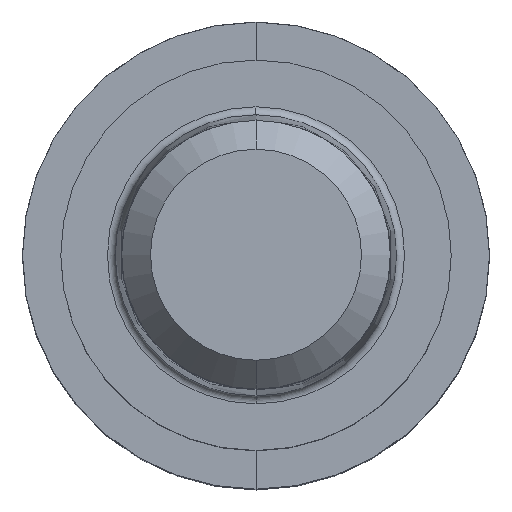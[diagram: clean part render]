
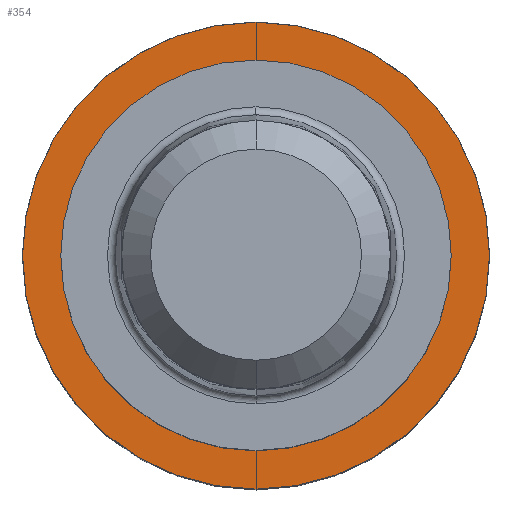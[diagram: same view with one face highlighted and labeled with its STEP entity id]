
A CAD part, top view. The second image highlights one B-rep face of the part: STEP entity #354.
In plain terms, the highlighted planar face has unit normal (0, 0, 1).
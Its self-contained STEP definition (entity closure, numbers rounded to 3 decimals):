
#174=EDGE_CURVE('',#406,#262,#463,.T.);
#262=VERTEX_POINT('',#559);
#286=EDGE_CURVE('',#262,#406,#587,.T.);
#294=EDGE_CURVE('',#386,#434,#597,.T.);
#308=EDGE_CURVE('',#434,#386,#616,.T.);
#354=ADVANCED_FACE('',(#667,#668),#669,.T.);
#386=VERTEX_POINT('',#703);
#406=VERTEX_POINT('',#726);
#434=VERTEX_POINT('',#760);
#463=CIRCLE('',#786,5.85);
#559=CARTESIAN_POINT('',(0.,-5.85,-5.99));
#587=CIRCLE('',#943,5.85);
#597=CIRCLE('',#955,6.995);
#616=CIRCLE('',#977,6.995);
#667=FACE_OUTER_BOUND('',#1042,.T.);
#668=FACE_BOUND('',#1043,.T.);
#669=PLANE('',#1044);
#703=CARTESIAN_POINT('',(0.,-6.995,-5.99));
#726=CARTESIAN_POINT('',(0.0,5.85,-5.99));
#760=CARTESIAN_POINT('',(0.0,6.995,-5.99));
#786=AXIS2_PLACEMENT_3D('',#1168,#1169,#1170);
#943=AXIS2_PLACEMENT_3D('',#1315,#1316,#1317);
#955=AXIS2_PLACEMENT_3D('',#1336,#1337,#1338);
#977=AXIS2_PLACEMENT_3D('',#1374,#1375,#1376);
#1042=EDGE_LOOP('',(#1424,#1425));
#1043=EDGE_LOOP('',(#1426,#1427));
#1044=AXIS2_PLACEMENT_3D('',#1428,#1429,#1430);
#1168=CARTESIAN_POINT('',(0.0,0.0,-5.99));
#1169=DIRECTION('',(0.0,0.0,-1.0));
#1170=DIRECTION('',(0.0,1.0,0.0));
#1315=CARTESIAN_POINT('',(0.0,0.0,-5.99));
#1316=DIRECTION('',(0.0,0.0,-1.0));
#1317=DIRECTION('',(0.0,1.0,0.0));
#1336=CARTESIAN_POINT('',(0.0,0.0,-5.99));
#1337=DIRECTION('',(0.0,0.0,-1.0));
#1338=DIRECTION('',(0.0,1.0,0.0));
#1374=CARTESIAN_POINT('',(0.0,0.0,-5.99));
#1375=DIRECTION('',(0.0,0.0,-1.0));
#1376=DIRECTION('',(0.0,1.0,0.0));
#1424=ORIENTED_EDGE('',*,*,#308,.F.);
#1425=ORIENTED_EDGE('',*,*,#294,.F.);
#1426=ORIENTED_EDGE('',*,*,#174,.T.);
#1427=ORIENTED_EDGE('',*,*,#286,.T.);
#1428=CARTESIAN_POINT('',(0.0,6.422,-5.99));
#1429=DIRECTION('',(-0.0,0.0,1.0));
#1430=DIRECTION('',(0.0,-1.0,0.0));
